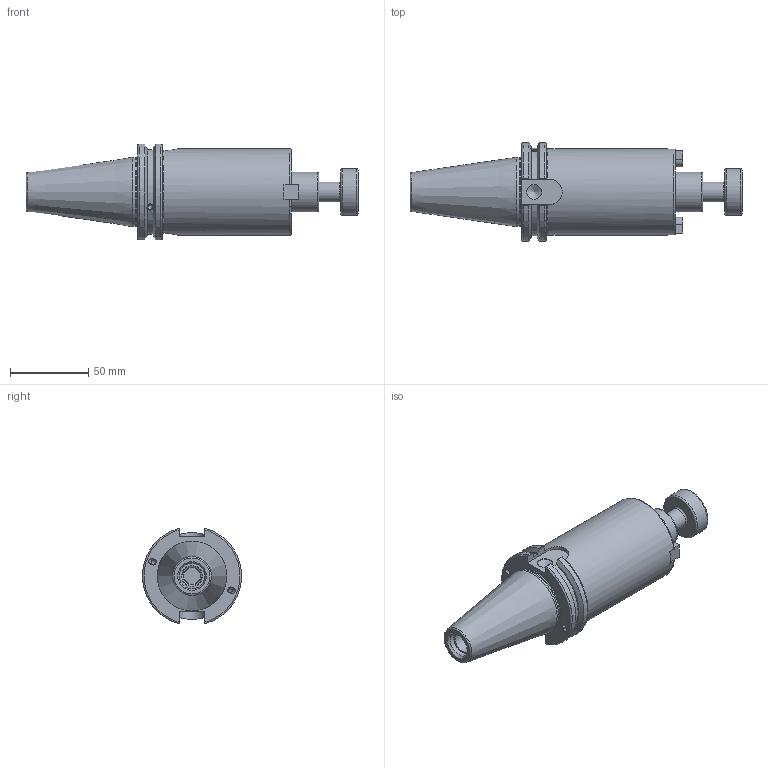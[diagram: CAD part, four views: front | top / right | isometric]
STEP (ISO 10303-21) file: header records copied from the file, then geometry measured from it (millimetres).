
FILE_DESCRIPTION(/* description */ (''),/* implementation_level */ '2;1');
FILE_NAME(/* name */ 'EK314B.stp',/* time_stamp */ '2023-06-12T10:29:13+09:00',/* author */ ('eos'),/* organization */ (''),/* preprocessor_version */ 'ST-DEVELOPER v18.1',/* originating_system */ 'Autodesk Inventor 2022',/* authorisation */ '');
FILE_SCHEMA (('AUTOMOTIVE_DESIGN { 1 0 10303 214 3 1 1 }'));
Products named in the file (5): LO-CAT40ADB-SMA12.7-38; CAT50; #5029; SMA27-DRIV EKEY-SECO; COLLAR BOLT-UNF3_4-16x47L
Assembly tree (4 placements, depth 2):
  LO-CAT40ADB-SMA12.7-38
    CAT50
    SMA27-DRIV EKEY-SECO  x2
    COLLAR BOLT-UNF3_4-16x47L
  #5029
Bounding box: 212.51 x 63.26 x 61.09 mm (x, y, z)
Volume: 308957.4 mm3; surface area: 46650.1 mm2
Topology: 6 solids, 6 shells, 171 faces, 436 edges, 284 vertices
Faces by surface type: plane 85, cylinder 48, cone 20, torus 18
Full cylindrical faces by diameter (mm): 3.242 x8, 3.302 x2, 4 x2, 4.166 x2, 4.2 x2, 4.5 x2, 6.858 x2, 7.5 x2, 9.525 x2, 11.328 x1, 12.7 x1, 13 x1, 13.386 x1, 13.5 x1, 16.3 x1, 25.4 x1, 30 x1, 43.6 x1, 55.58 x1
Entity records: 4998 total; most frequent: CARTESIAN_POINT 1205, DIRECTION 776, ORIENTED_EDGE 750, EDGE_CURVE 375, AXIS2_PLACEMENT_3D 306, VERTEX_POINT 248, EDGE_LOOP 171, LINE 164
